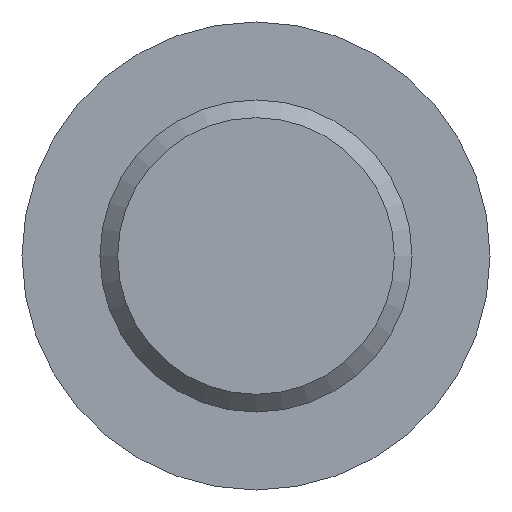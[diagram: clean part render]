
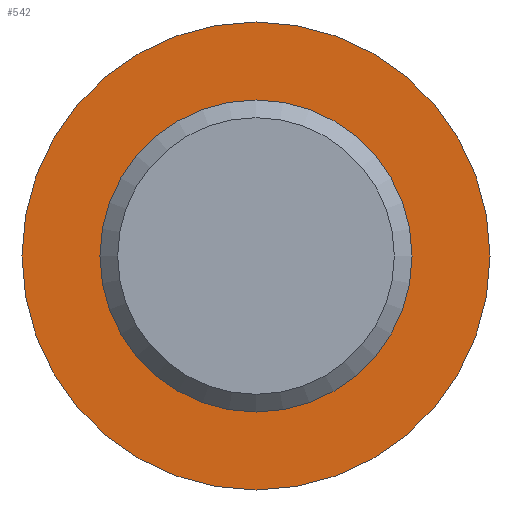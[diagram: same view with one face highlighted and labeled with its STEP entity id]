
A CAD part, front view. The second image highlights one B-rep face of the part: STEP entity #542.
In plain terms, the highlighted planar face has unit normal (0, -1, 0).
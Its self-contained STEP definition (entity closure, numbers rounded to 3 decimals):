
#7 = DIRECTION ( 'NONE',  ( 0., -1., 0. ) ) ;
#24 = PLANE ( 'NONE',  #52 ) ;
#31 = EDGE_LOOP ( 'NONE', ( #340 ) ) ;
#52 = AXIS2_PLACEMENT_3D ( 'NONE', #146, #525, #196 ) ;
#110 = FACE_OUTER_BOUND ( 'NONE', #31, .T. ) ;
#113 = EDGE_LOOP ( 'NONE', ( #126 ) ) ;
#121 = AXIS2_PLACEMENT_3D ( 'NONE', #342, #346, #470 ) ;
#126 = ORIENTED_EDGE ( 'NONE', *, *, #299, .F. ) ;
#146 = CARTESIAN_POINT ( 'NONE',  ( -11., 200., 0. ) ) ;
#165 = CIRCLE ( 'NONE', #121, 16.5 ) ;
#196 = DIRECTION ( 'NONE',  ( 0., 0., 1. ) ) ;
#236 = AXIS2_PLACEMENT_3D ( 'NONE', #471, #7, #246 ) ;
#246 = DIRECTION ( 'NONE',  ( 0., 0., -1. ) ) ;
#261 = CARTESIAN_POINT ( 'NONE',  ( 0., 200., -16.5 ) ) ;
#265 = EDGE_CURVE ( 'NONE', #400, #400, #165, .T. ) ;
#296 = CIRCLE ( 'NONE', #236, 11. ) ;
#299 = EDGE_CURVE ( 'NONE', #519, #519, #296, .T. ) ;
#340 = ORIENTED_EDGE ( 'NONE', *, *, #265, .T. ) ;
#342 = CARTESIAN_POINT ( 'NONE',  ( 0., 200., 0. ) ) ;
#346 = DIRECTION ( 'NONE',  ( 0., -1., 0. ) ) ;
#400 = VERTEX_POINT ( 'NONE', #261 ) ;
#459 = CARTESIAN_POINT ( 'NONE',  ( 0., 200., -11. ) ) ;
#470 = DIRECTION ( 'NONE',  ( 0., 0., -1. ) ) ;
#471 = CARTESIAN_POINT ( 'NONE',  ( 0., 200., 0. ) ) ;
#487 = FACE_BOUND ( 'NONE', #113, .T. ) ;
#519 = VERTEX_POINT ( 'NONE', #459 ) ;
#525 = DIRECTION ( 'NONE',  ( 0., 1., 0. ) ) ;
#542 = ADVANCED_FACE ( 'NONE', ( #487, #110 ), #24, .F. ) ;
